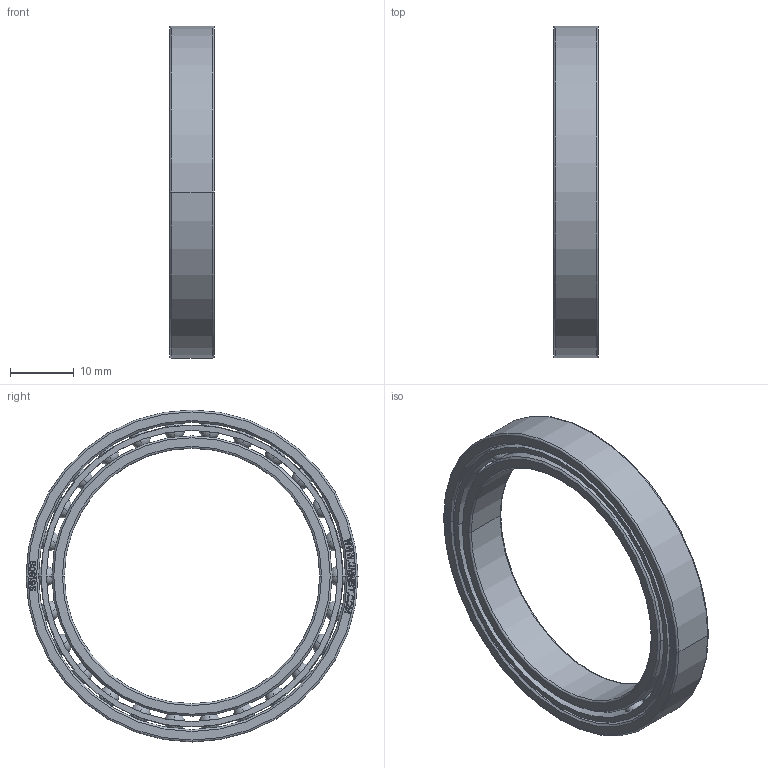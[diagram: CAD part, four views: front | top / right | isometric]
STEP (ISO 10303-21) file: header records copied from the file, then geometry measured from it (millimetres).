
FILE_DESCRIPTION((''),'2;1');
FILE_NAME('S61808_PRT','2014-03-19T',('sales 4'),(''),'PRO/ENGINEER BY PARAMETRIC TECHNOLOGY CORPORATION, 2013150','PRO/ENGINEER BY PARAMETRIC TECHNOLOGY CORPORATION, 2013150','');
FILE_SCHEMA(('AUTOMOTIVE_DESIGN { 1 0 10303 214 1 1 1 1 }'));
Length unit declared in the file: millimetre
Products named in the file (1): S61808_PRT
Bounding box: 7.01 x 52 x 52 mm (x, y, z)
Volume: 4547.3 mm3; surface area: 7675.7 mm2
Topology: 3 solids, 3 shells, 833 faces, 2273 edges, 1418 vertices
Faces by surface type: plane 589, cylinder 118, sphere 104, torus 12, cone 10
Entity records: 42095 total; most frequent: CARTESIAN_POINT 14742, ORIENTED_EDGE 4338, DIRECTION 3999, PRESENTATION_STYLE_ASSIGNMENT 2201, STYLED_ITEM 2172, CURVE_STYLE 2169, EDGE_CURVE 2169, VECTOR 1797
